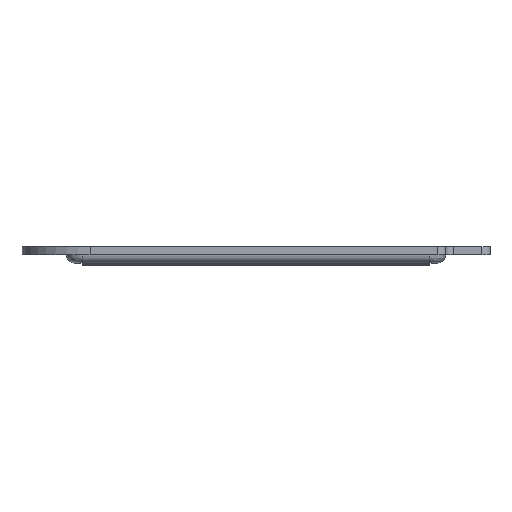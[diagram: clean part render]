
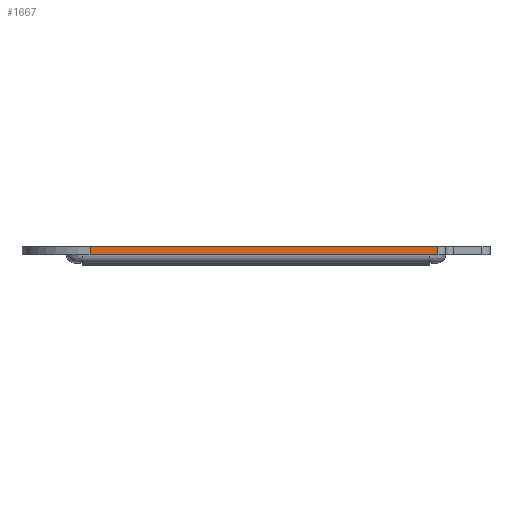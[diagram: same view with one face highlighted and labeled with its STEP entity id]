
A CAD part, left-side view. The second image highlights one B-rep face of the part: STEP entity #1667.
In plain terms, the highlighted planar face has unit normal (-1, 0, 0).
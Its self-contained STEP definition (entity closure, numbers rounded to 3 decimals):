
#68=PLANE('',#1809);
#134=FACE_OUTER_BOUND('',#226,.T.);
#226=EDGE_LOOP('',(#1388,#1389,#1390,#1391));
#369=LINE('',#2604,#548);
#403=LINE('',#2688,#582);
#405=LINE('',#2692,#584);
#406=LINE('',#2693,#585);
#548=VECTOR('',#2090,10.);
#582=VECTOR('',#2176,10.);
#584=VECTOR('',#2180,10.);
#585=VECTOR('',#2181,10.);
#791=VERTEX_POINT('',#2601);
#792=VERTEX_POINT('',#2603);
#815=VERTEX_POINT('',#2685);
#817=VERTEX_POINT('',#2691);
#983=EDGE_CURVE('',#791,#792,#369,.T.);
#1026=EDGE_CURVE('',#791,#815,#403,.T.);
#1028=EDGE_CURVE('',#817,#815,#405,.T.);
#1029=EDGE_CURVE('',#792,#817,#406,.T.);
#1388=ORIENTED_EDGE('',*,*,#1028,.F.);
#1389=ORIENTED_EDGE('',*,*,#1029,.F.);
#1390=ORIENTED_EDGE('',*,*,#983,.F.);
#1391=ORIENTED_EDGE('',*,*,#1026,.T.);
#1667=ADVANCED_FACE('',(#134),#68,.T.);
#1809=AXIS2_PLACEMENT_3D('',#2690,#2178,#2179);
#2090=DIRECTION('',(0.,-1.,0.));
#2176=DIRECTION('',(0.,0.,-1.));
#2178=DIRECTION('center_axis',(-1.,0.,0.));
#2179=DIRECTION('ref_axis',(0.,1.,0.));
#2180=DIRECTION('',(0.,1.,0.));
#2181=DIRECTION('',(0.,0.,-1.));
#2601=CARTESIAN_POINT('',(-85.347,76.521,4.));
#2603=CARTESIAN_POINT('',(-85.347,-10.051,4.));
#2604=CARTESIAN_POINT('',(-85.347,76.521,4.));
#2685=CARTESIAN_POINT('',(-85.347,76.521,2.));
#2688=CARTESIAN_POINT('',(-85.347,76.521,4.));
#2690=CARTESIAN_POINT('Origin',(-85.347,-10.051,4.));
#2691=CARTESIAN_POINT('',(-85.347,-10.051,2.));
#2692=CARTESIAN_POINT('',(-85.347,15.324,2.));
#2693=CARTESIAN_POINT('',(-85.347,-10.051,4.));
